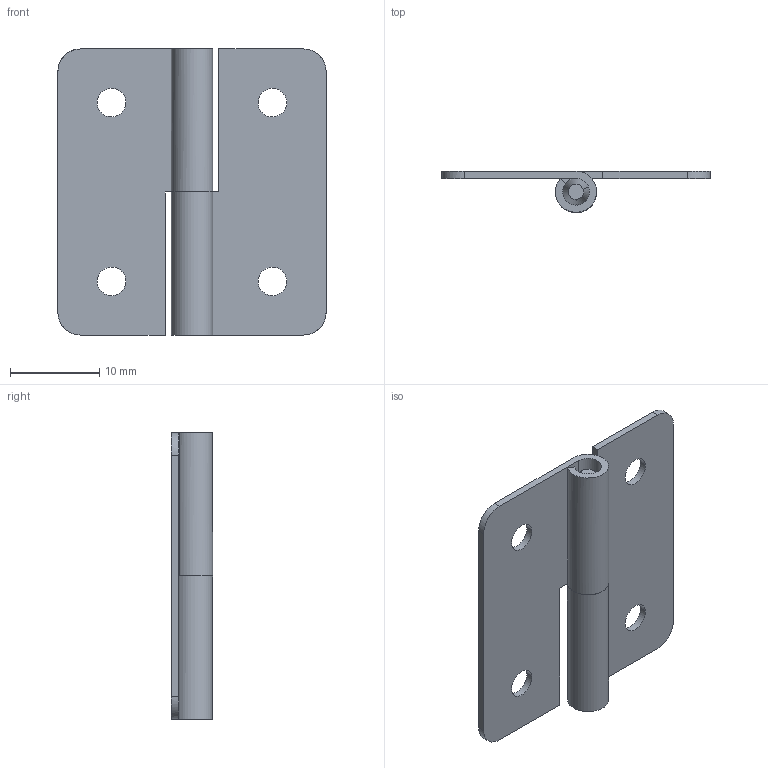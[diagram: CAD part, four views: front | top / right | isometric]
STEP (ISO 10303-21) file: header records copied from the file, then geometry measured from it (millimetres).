
FILE_DESCRIPTION((''),'2;1');
FILE_NAME('','2005-04-20T08:49:56',(''),(''),'','CADfix','');
FILE_SCHEMA(('AUTOMOTIVE_DESIGN'));
Length unit declared in the file: millimetre
Products named in the file (4): shaft; hinge piece_B_mr; hinge piece_A_mr; TH_11SUS_R_238_36
Assembly tree (3 placements, depth 2):
  TH_11SUS_R_238_36
    shaft
    hinge piece_B_mr
    hinge piece_A_mr
Bounding box: 30 x 4.6 x 32 mm (x, y, z)
Volume: 1132.7 mm3; surface area: 2814.9 mm2
Topology: 3 solids, 3 shells, 38 faces, 119 edges, 87 vertices
Faces by surface type: bspline 38
Entity records: 1541 total; most frequent: CARTESIAN_POINT 784, ORIENTED_EDGE 238, EDGE_CURVE 119, VERTEX_POINT 87, QUASI_UNIFORM_CURVE 58, EDGE_LOOP 46, FACE_OUTER_BOUND 38, ADVANCED_FACE 38
